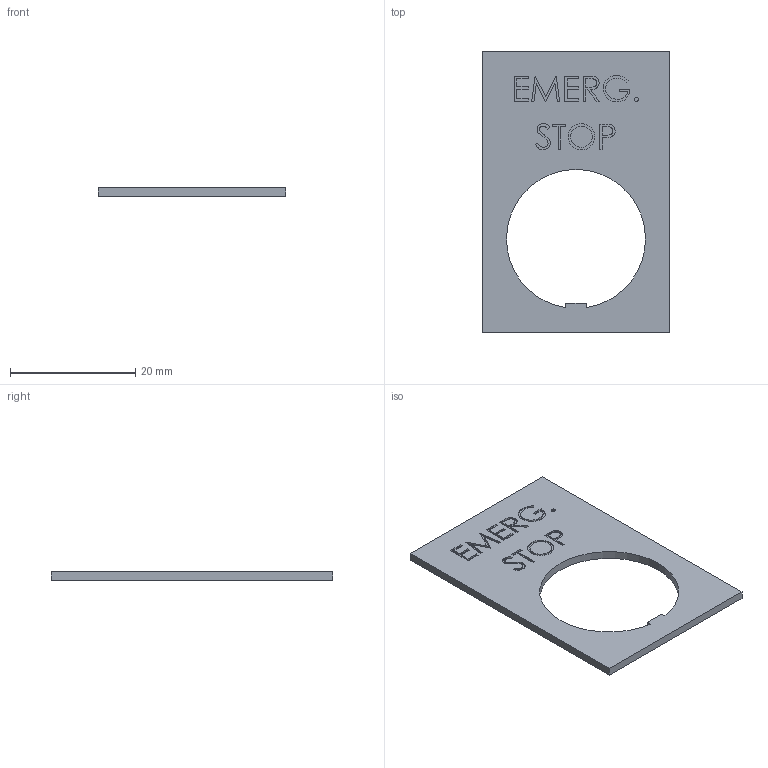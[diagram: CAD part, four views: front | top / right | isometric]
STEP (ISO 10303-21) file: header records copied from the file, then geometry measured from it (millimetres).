
FILE_DESCRIPTION (( 'STEP AP214' ), '1' );
FILE_NAME ('E22NS13.step', '2018-07-05T19:26:36', ( '' ), ( '' ), 'SwSTEP 2.0', 'SolidWorks 2017', '' );
FILE_SCHEMA (( 'AUTOMOTIVE_DESIGN' ));
Length unit declared in the file: millimetre
Products named in the file (1): E22NS13
Bounding box: 30 x 45 x 1.3 mm (x, y, z)
Volume: 1246.2 mm3; surface area: 2265.5 mm2
Topology: 1 solids, 1 shells, 142 faces, 381 edges, 254 vertices
Faces by surface type: plane 92, bspline 47, cylinder 3
Entity records: 7075 total; most frequent: CARTESIAN_POINT 3793, ORIENTED_EDGE 762, DIRECTION 485, EDGE_CURVE 381, LINE 281, VECTOR 281, VERTEX_POINT 254, EDGE_LOOP 157
